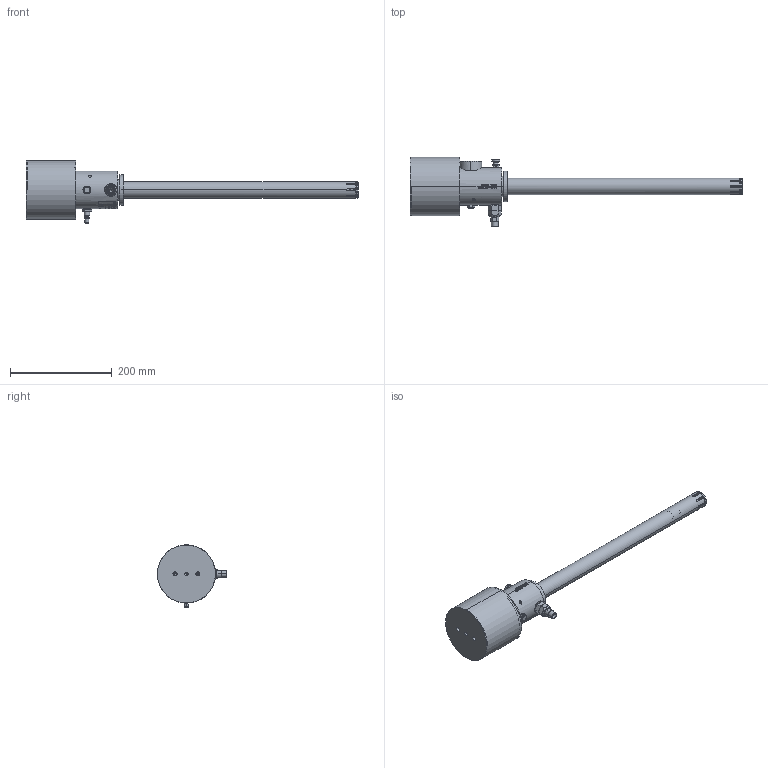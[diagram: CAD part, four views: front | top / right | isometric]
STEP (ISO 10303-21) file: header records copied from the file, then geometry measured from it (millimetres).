
FILE_DESCRIPTION((''),'2;1');
FILE_NAME('40352-00_A2_SW0001','2025-12-05T15:02:07',('julian.egg'),(''),'CREO PARAMETRIC BY PTC INC, 2025323','CREO PARAMETRIC BY PTC INC, 2025323','');
FILE_SCHEMA(('CONFIG_CONTROL_DESIGN'));
Products named in the file (1): 40352-00_A2_SW0001
Bounding box: 654 x 136.9 x 123.1 mm (x, y, z)
Volume: 988782.5 mm3; surface area: 260345.1 mm2
Topology: 2 solids, 7 shells, 3599 faces, 9817 edges, 6444 vertices
Faces by surface type: plane 1538, bspline 1400, cylinder 427, cone 158, torus 68, sphere 8
Entity records: 153559 total; most frequent: CARTESIAN_POINT 67754, ORIENTED_EDGE 19566, DIRECTION 14506, EDGE_CURVE 9783, VECTOR 6792, LINE 6792, VERTEX_POINT 6444, EDGE_LOOP 3909
